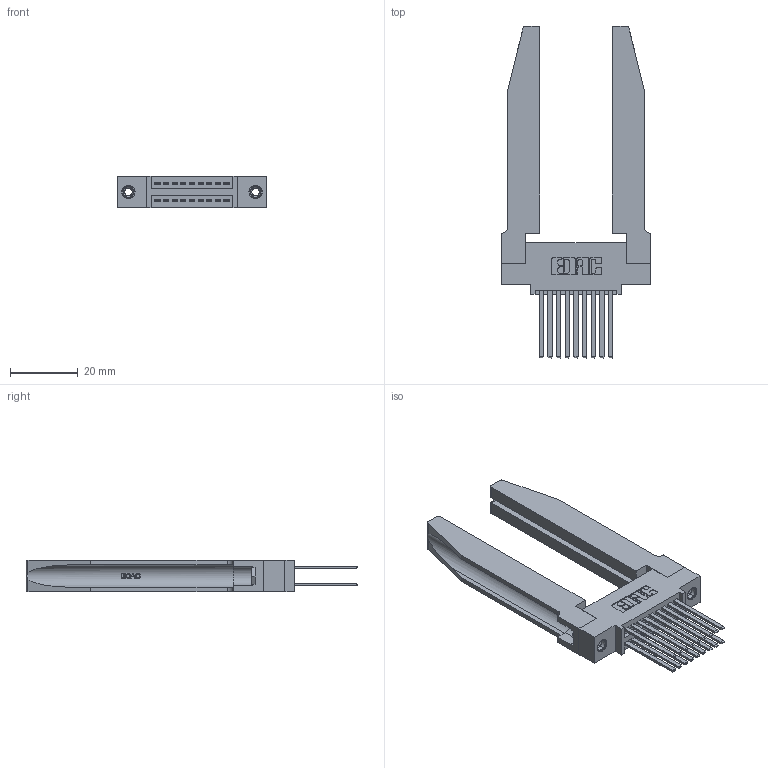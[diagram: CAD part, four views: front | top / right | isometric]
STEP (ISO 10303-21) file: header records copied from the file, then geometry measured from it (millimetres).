
FILE_DESCRIPTION (( 'STEP AP203' ), '1' );
FILE_NAME ('395-018-544-578.STEP', '2019-10-15T20:01:26', ( '' ), ( '' ), 'SwSTEP 2.0', 'SolidWorks 2016', '' );
FILE_SCHEMA (( 'CONFIG_CONTROL_DESIGN' ));
Length unit declared in the file: inch
Products named in the file (5): 345-292-001_345-293-144; 345-250-001_345-250-001-102; 345-220-078_345-220-078; 395-018-544-578; 345 Part_0.110 Offset - 0.156 Dia-TH
Assembly tree (23 placements, depth 2):
  395-018-544-578
    345 Part_0.110 Offset - 0.156 Dia-TH
    345-292-001_345-293-144  x18
    345-250-001_345-250-001-102  x2
    345-220-078_345-220-078  x2
Bounding box: 44.09 x 97.71 x 9.4 mm (x, y, z)
Volume: 11926.4 mm3; surface area: 13175 mm2
Topology: 23 solids, 23 shells, 1156 faces, 3319 edges, 2178 vertices
Faces by surface type: plane 748, cylinder 356, bspline 36, cone 12, torus 4
Entity records: 16192 total; most frequent: CARTESIAN_POINT 3663, ORIENTED_EDGE 2494, DIRECTION 2261, EDGE_CURVE 1247, VECTOR 989, LINE 989, VERTEX_POINT 824, AXIS2_PLACEMENT_3D 636
